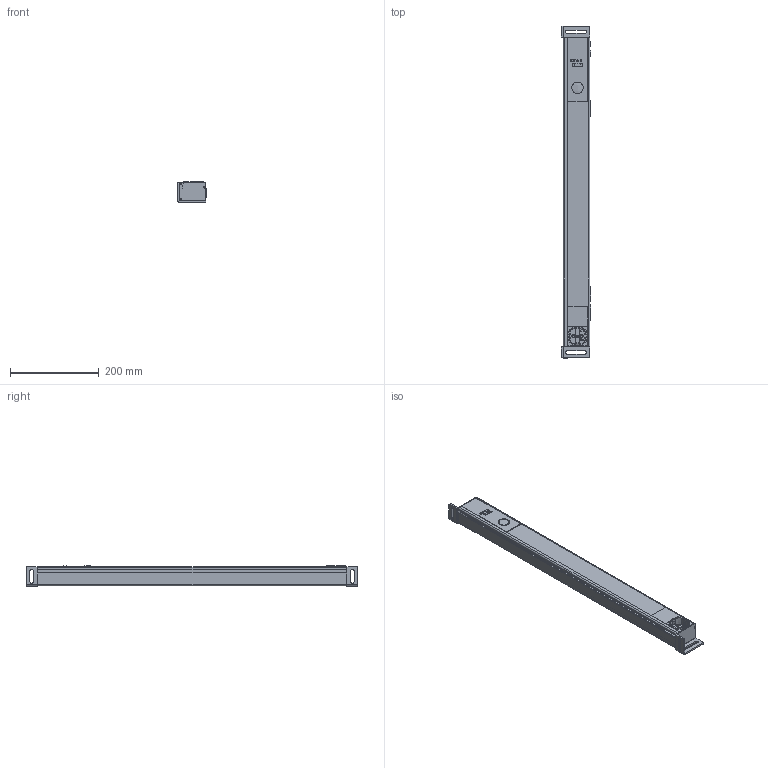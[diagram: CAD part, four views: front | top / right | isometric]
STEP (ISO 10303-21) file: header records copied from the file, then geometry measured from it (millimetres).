
FILE_DESCRIPTION(/* description */ (''),/* implementation_level */ '2;1');
FILE_NAME(/* name */ '108596_LED-A-700-ST-E.stp',/* time_stamp */ '2024-09-06T14:08:52+02:00',/* author */ ('cad'),/* organization */ (''),/* preprocessor_version */ 'ST-DEVELOPER v15.6',/* originating_system */ 'Autodesk Inventor 2015',/* authorisation */ '');
FILE_SCHEMA (('AUTOMOTIVE_DESIGN { 1 0 10303 214 3 1 1 }'));
Products named in the file (1): 108596_LED-A-700-ST-E_Shrinkwrap_1
Bounding box: 66 x 750 x 47.1 mm (x, y, z)
Surface area: 270173.1 mm2 (no closed solid volume)
Topology: 0 solids, 56 shells, 1950 faces, 6183 edges, 4268 vertices
Faces by surface type: plane 1489, cylinder 342, bspline 60, cone 43, sphere 14, torus 2
Entity records: 71224 total; most frequent: CARTESIAN_POINT 16031, ORIENTED_EDGE 11146, DIRECTION 10630, EDGE_CURVE 6169, LINE 5124, VECTOR 5124, VERTEX_POINT 4268, AXIS2_PLACEMENT_3D 2753
